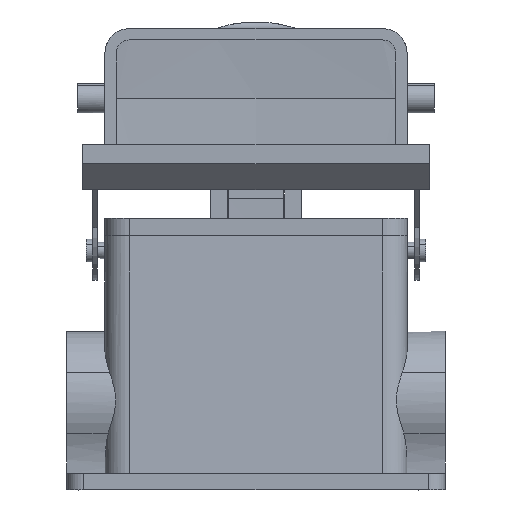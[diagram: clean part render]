
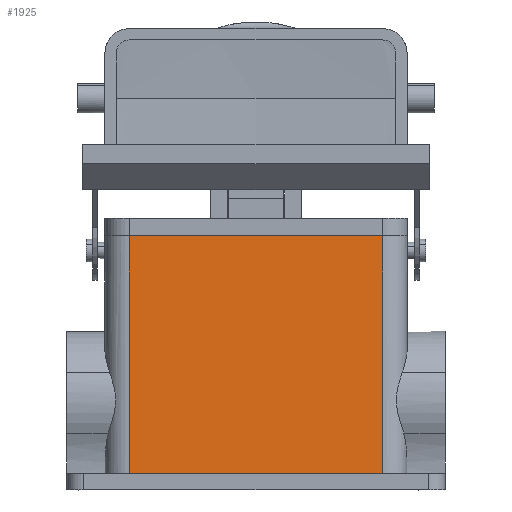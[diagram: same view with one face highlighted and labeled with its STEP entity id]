
A CAD part, left-side view. The second image highlights one B-rep face of the part: STEP entity #1925.
In plain terms, the highlighted planar face has unit normal (-0.999, 0, 0.035).
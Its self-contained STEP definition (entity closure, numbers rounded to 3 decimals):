
#1912=AXIS2_PLACEMENT_3D('Plane Axis2P3D',#1909,#1910,#1911) ;
#550=CARTESIAN_POINT('Vertex',(15.933,19.35,5.)) ;
#553=CARTESIAN_POINT('Line Origine',(15.933,58.5,5.)) ;
#557=CARTESIAN_POINT('Vertex',(15.933,97.65,5.)) ;
#1136=CARTESIAN_POINT('Line Origine',(18.5,58.5,78.5)) ;
#1140=CARTESIAN_POINT('Vertex',(18.5,97.65,78.5)) ;
#1142=CARTESIAN_POINT('Vertex',(18.5,19.35,78.5)) ;
#1794=CARTESIAN_POINT('Line Origine',(17.169,19.35,40.381)) ;
#1909=CARTESIAN_POINT('Axis2P3D Location',(18.5,58.5,78.5)) ;
#1914=CARTESIAN_POINT('Line Origine',(17.217,97.65,41.75)) ;
#554=DIRECTION('Vector Direction',(0.,1.,0.)) ;
#1137=DIRECTION('Vector Direction',(0.,1.,0.)) ;
#1795=DIRECTION('Vector Direction',(0.035,0.,0.999)) ;
#1910=DIRECTION('Axis2P3D Direction',(-0.999,0.,0.035)) ;
#1911=DIRECTION('Axis2P3D XDirection',(0.,1.,0.)) ;
#1915=DIRECTION('Vector Direction',(-0.035,0.,-0.999)) ;
#555=VECTOR('Line Direction',#554,1.) ;
#1138=VECTOR('Line Direction',#1137,1.) ;
#1796=VECTOR('Line Direction',#1795,1.) ;
#1916=VECTOR('Line Direction',#1915,1.) ;
#1920=ORIENTED_EDGE('',*,*,#1798,.F.) ;
#1921=ORIENTED_EDGE('',*,*,#1144,.F.) ;
#1922=ORIENTED_EDGE('',*,*,#1918,.F.) ;
#1923=ORIENTED_EDGE('',*,*,#559,.F.) ;
#1925=ADVANCED_FACE('Housing',(#1924),#1913,.T.) ;
#559=EDGE_CURVE('',#551,#558,#556,.T.) ;
#1144=EDGE_CURVE('',#1141,#1143,#1139,.F.) ;
#1798=EDGE_CURVE('',#1143,#551,#1797,.F.) ;
#1918=EDGE_CURVE('',#558,#1141,#1917,.F.) ;
#1919=EDGE_LOOP('',(#1920,#1921,#1922,#1923)) ;
#1924=FACE_OUTER_BOUND('',#1919,.T.) ;
#556=LINE('Line',#553,#555) ;
#1139=LINE('Line',#1136,#1138) ;
#1797=LINE('Line',#1794,#1796) ;
#1917=LINE('Line',#1914,#1916) ;
#1913=PLANE('',#1912) ;
#551=VERTEX_POINT('',#550) ;
#558=VERTEX_POINT('',#557) ;
#1141=VERTEX_POINT('',#1140) ;
#1143=VERTEX_POINT('',#1142) ;
